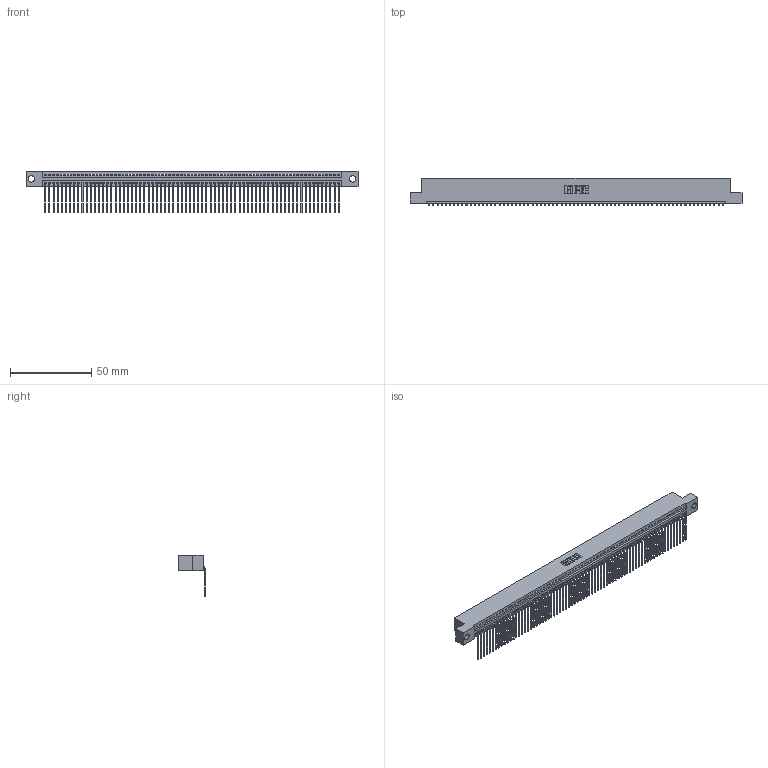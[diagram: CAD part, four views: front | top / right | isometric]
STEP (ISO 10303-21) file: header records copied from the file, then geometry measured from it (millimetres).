
FILE_DESCRIPTION (( 'STEP AP203' ), '1' );
FILE_NAME ('395-072-559-104.STEP', '2018-11-27T16:13:06', ( '' ), ( '' ), 'SwSTEP 2.0', 'SolidWorks 2016', '' );
FILE_SCHEMA (( 'CONFIG_CONTROL_DESIGN' ));
Length unit declared in the file: inch
Products named in the file (3): 345 Part_Flush Mounting Lugs - 0.156 Dia-TH; 395-072-559-104; 345-292-001_558 559 Tail - 1
Assembly tree (73 placements, depth 2):
  395-072-559-104
    345 Part_Flush Mounting Lugs - 0.156 Dia-TH
    345-292-001_558 559 Tail - 1  x72
Bounding box: 204.09 x 16.75 x 25.53 mm (x, y, z)
Volume: 19782.4 mm3; surface area: 27915.1 mm2
Topology: 73 solids, 73 shells, 4446 faces, 13445 edges, 8866 vertices
Faces by surface type: plane 3104, cylinder 1342
Entity records: 50237 total; most frequent: ORIENTED_EDGE 8714, CARTESIAN_POINT 8708, DIRECTION 7561, EDGE_CURVE 4357, VECTOR 3937, LINE 3937, VERTEX_POINT 2902, AXIS2_PLACEMENT_3D 1812
